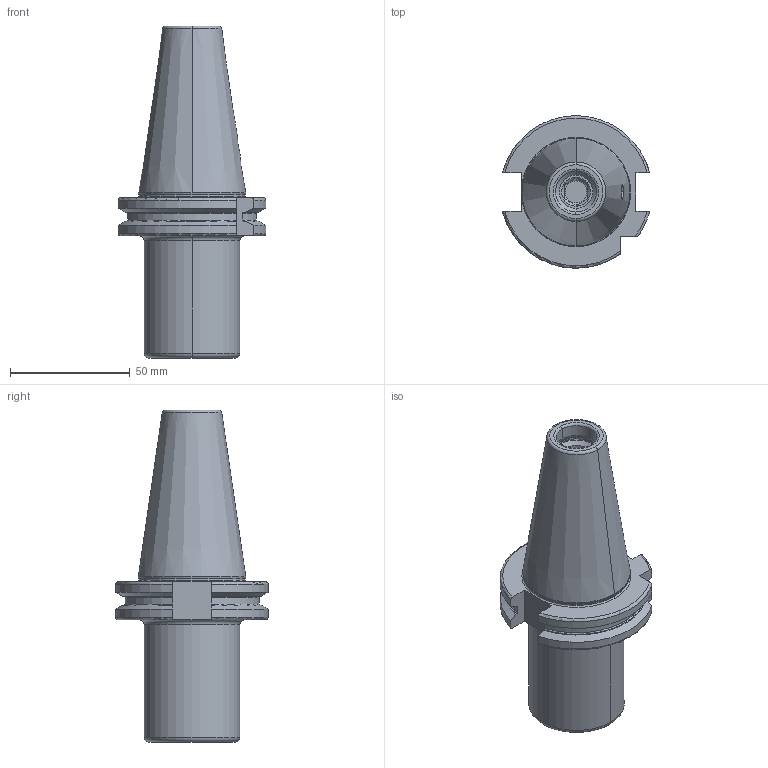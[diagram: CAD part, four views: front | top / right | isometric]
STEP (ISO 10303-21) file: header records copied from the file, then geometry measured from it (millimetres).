
FILE_DESCRIPTION((''),'2;1');
FILE_NAME('402_08_03','2020-09-25T',('104091'),(''),'CREO PARAMETRIC BY PTC INC, 2016260','CREO PARAMETRIC BY PTC INC, 2016260','');
FILE_SCHEMA(('CONFIG_CONTROL_DESIGN'));
Length unit declared in the file: millimetre
Products named in the file (1): 402_08_03
Bounding box: 61.48 x 63.54 x 138.4 mm (x, y, z)
Volume: 140735.5 mm3; surface area: 33657.1 mm2
Topology: 1 solids, 1 shells, 173 faces, 428 edges, 265 vertices
Faces by surface type: plane 54, cone 43, cylinder 42, torus 34
Entity records: 5553 total; most frequent: CARTESIAN_POINT 1405, DIRECTION 888, ORIENTED_EDGE 852, EDGE_CURVE 426, AXIS2_PLACEMENT_3D 363, VERTEX_POINT 265, EDGE_LOOP 187, CIRCLE 187
